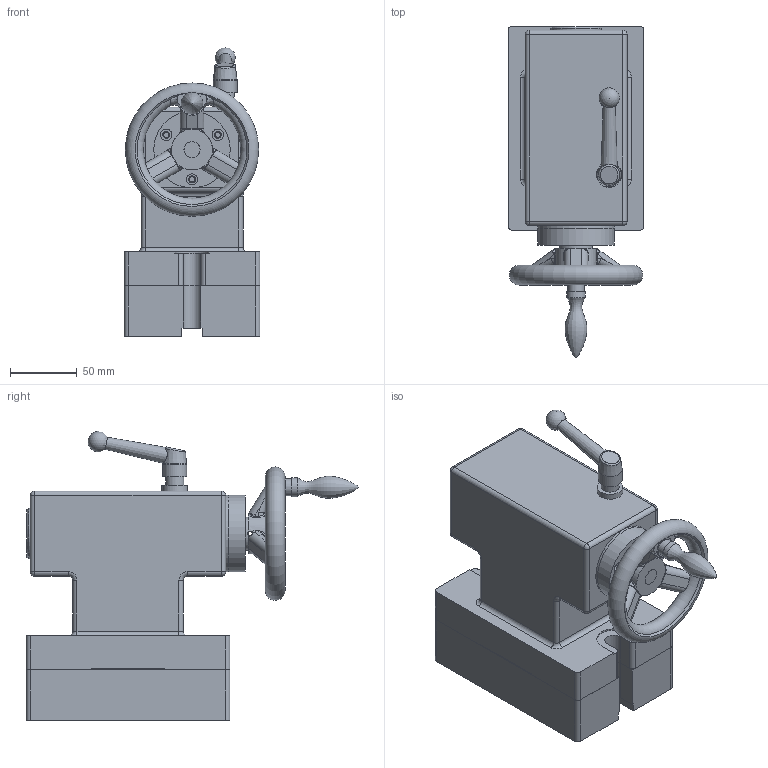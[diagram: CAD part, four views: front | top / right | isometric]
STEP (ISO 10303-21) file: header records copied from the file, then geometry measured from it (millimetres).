
FILE_DESCRIPTION(/* description */ (''),/* implementation_level */ '2;1');
FILE_NAME(/* name */ '5.5 CL Manual Tailstock.step',/* time_stamp */ '2021-09-14T15:10:01-07:00',/* author */ (''),/* organization */ (''),/* preprocessor_version */ 'ST-DEVELOPER v18.1',/* originating_system */ 'Autodesk Translation Framework v10.10.0.1391',/* authorisation */ '');
FILE_SCHEMA (('AUTOMOTIVE_DESIGN { 1 0 10303 214 3 1 1 }'));
Length unit declared in the file: inch
Products named in the file (14): 5.5 CL Manual Tailstock; Tailstock Riser Block; Component1; 4. CL Manual Tailstock; Housing; Spindle; bearing spacer; Tail Stock Bearing Cap; Bearing; Manual Tail Stock Wheel; Alloy Steel Acme Lead Screw; Tail Stock Lock; Lock Stud; Lock Handle
Assembly tree (13 placements, depth 3):
  5.5 CL Manual Tailstock
    Tailstock Riser Block
      Component1
    4. CL Manual Tailstock
      Housing
      Spindle
      bearing spacer
      Tail Stock Bearing Cap
      Bearing
      Manual Tail Stock Wheel
      Alloy Steel Acme Lead Screw
      Tail Stock Lock
      Lock Stud
      Lock Handle
Bounding box: 101.62 x 248.08 x 216.06 mm (x, y, z)
Volume: 1971979.5 mm3; surface area: 261469.7 mm2
Topology: 25 solids, 25 shells, 576 faces, 1489 edges, 966 vertices
Faces by surface type: cylinder 205, plane 185, bspline 135, sphere 21, cone 17, torus 13
Full cylindrical faces by diameter (mm): 3.251 x1, 3.302 x2, 4.064 x6, 5.08 x6, 5.105 x2, 5.118 x2, 5.182 x6, 6.54 x2, 6.756 x2, 7.742 x1, 7.925 x1, 8.331 x1, 8.382 x6, 9.525 x1, 10.82 x2, 11.938 x1, 12 x1, 12.065 x1, 12.09 x22, 12.446 x1, 12.7 x6, 12.781 x1, 13.462 x1, 13.97 x1, 15.24 x1, 15.796 x22, 17.78 x1, 19.05 x3, 20.066 x2, 20.574 x1
Entity records: 25839 total; most frequent: CARTESIAN_POINT 12287, ORIENTED_EDGE 2908, DIRECTION 2298, EDGE_CURVE 1454, VERTEX_POINT 966, AXIS2_PLACEMENT_3D 826, EDGE_LOOP 678, LINE 646
